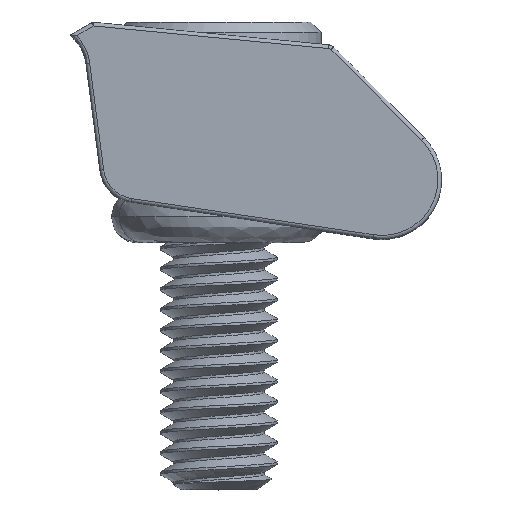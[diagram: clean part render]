
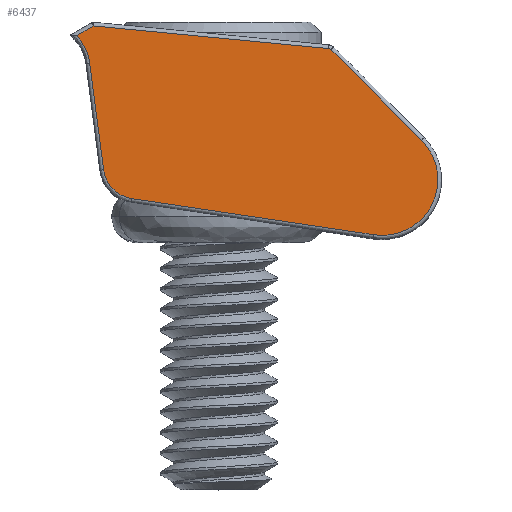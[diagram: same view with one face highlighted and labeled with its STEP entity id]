
A CAD part, top view. The second image highlights one B-rep face of the part: STEP entity #6437.
In plain terms, the highlighted planar face has unit normal (0, 0, 1).
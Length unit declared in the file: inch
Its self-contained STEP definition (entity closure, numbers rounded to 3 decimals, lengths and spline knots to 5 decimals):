
#69 = VECTOR ( 'NONE', #7693, 39.37008 ) ;
#196 = CARTESIAN_POINT ( 'NONE',  ( 0.35096, -0.03996, 0.25 ) ) ;
#340 = CARTESIAN_POINT ( 'NONE',  ( 0.40891, -0.28924, 0.25 ) ) ;
#634 = CARTESIAN_POINT ( 'NONE',  ( -0.06121, -0.21898, 0.25 ) ) ;
#816 = PLANE ( 'NONE',  #9484 ) ;
#893 = CARTESIAN_POINT ( 'NONE',  ( 0.04744, -0.22249, 0.25 ) ) ;
#960 = LINE ( 'NONE', #196, #69 ) ;
#998 = LINE ( 'NONE', #5727, #3544 ) ;
#1037 = CARTESIAN_POINT ( 'NONE',  ( 0.02425, -0.04398, 0.25 ) ) ;
#1038 = ORIENTED_EDGE ( 'NONE', *, *, #4740, .F. ) ;
#1451 = DIRECTION ( 'NONE',  ( -0.989, 0.148, 0. ) ) ;
#1583 = CARTESIAN_POINT ( 'NONE',  ( 0.08272, -0.24049, 0.25 ) ) ;
#1672 = VERTEX_POINT ( 'NONE', #340 ) ;
#1683 = DIRECTION ( 'NONE',  ( 0., 0., -1. ) ) ;
#1809 = CARTESIAN_POINT ( 'NONE',  ( 0.02607, -0.05795, 0.25 ) ) ;
#1822 = DIRECTION ( 'NONE',  ( 0.995, -0.096, 0. ) ) ;
#1891 = LINE ( 'NONE', #9733, #9656 ) ;
#2274 = LINE ( 'NONE', #634, #7801 ) ;
#2497 = VERTEX_POINT ( 'NONE', #4685 ) ;
#2721 = DIRECTION ( 'NONE',  ( -0.129, 0.992, 0. ) ) ;
#2840 = VERTEX_POINT ( 'NONE', #6260 ) ;
#2911 = CARTESIAN_POINT ( 'NONE',  ( 0.35096, -0.03996, 0.25 ) ) ;
#3245 = EDGE_CURVE ( 'NONE', #6440, #5238, #4783, .T. ) ;
#3255 = EDGE_CURVE ( 'NONE', #2840, #10156, #998, .T. ) ;
#3526 = ORIENTED_EDGE ( 'NONE', *, *, #3255, .F. ) ;
#3544 = VECTOR ( 'NONE', #1822, 39.37008 ) ;
#3575 = CARTESIAN_POINT ( 'NONE',  ( 0.34791, -0.03852, 0.25 ) ) ;
#3618 = CARTESIAN_POINT ( 'NONE',  ( 0.34791, -0.03852, 0.25 ) ) ;
#3700 = ORIENTED_EDGE ( 'NONE', *, *, #3874, .F. ) ;
#3874 = EDGE_CURVE ( 'NONE', #2497, #6223, #5120, .T. ) ;
#3907 = CARTESIAN_POINT ( 'NONE',  ( -0.03839, -0.06632, 0.25 ) ) ;
#4045 = ORIENTED_EDGE ( 'NONE', *, *, #6610, .F. ) ;
#4174 = CARTESIAN_POINT ( 'NONE',  ( 0.01814, -0.03129, 0.25 ) ) ;
#4285 = CARTESIAN_POINT ( 'NONE',  ( 0.35096, -0.03996, 0.25 ) ) ;
#4685 = CARTESIAN_POINT ( 'NONE',  ( 0.02607, -0.05795, 0.25 ) ) ;
#4725 = DIRECTION ( 'NONE',  ( -1., 0., 0. ) ) ;
#4740 = EDGE_CURVE ( 'NONE', #1672, #6440, #2274, .T. ) ;
#4783 =( BOUNDED_CURVE ( )  B_SPLINE_CURVE ( 3, ( #7116, #8046, #893, #7060 ),
 .UNSPECIFIED., .F., .F. ) 
 B_SPLINE_CURVE_WITH_KNOTS ( ( 4, 4 ),
 ( 0., 1. ),
 .UNSPECIFIED. ) 
 CURVE ( )  GEOMETRIC_REPRESENTATION_ITEM ( )  RATIONAL_B_SPLINE_CURVE ( ( 1., 0.865, 0.865, 1. ) ) 
 REPRESENTATION_ITEM ( '' )  );
#4976 = EDGE_CURVE ( 'NONE', #8082, #1672, #8213, .T. ) ;
#5066 = CARTESIAN_POINT ( 'NONE',  ( 0.34908, -0.03864, 0.25 ) ) ;
#5095 = CARTESIAN_POINT ( 'NONE',  ( 0.04475, -0.20178, 0.25 ) ) ;
#5120 =( BOUNDED_CURVE ( )  B_SPLINE_CURVE ( 3, ( #1809, #1037, #4174, #5715 ),
 .UNSPECIFIED., .F., .F. ) 
 B_SPLINE_CURVE_WITH_KNOTS ( ( 4, 4 ),
 ( 0., 1. ),
 .UNSPECIFIED. ) 
 CURVE ( )  GEOMETRIC_REPRESENTATION_ITEM ( )  RATIONAL_B_SPLINE_CURVE ( ( 1., 0.966, 0.966, 1. ) ) 
 REPRESENTATION_ITEM ( '' )  );
#5238 = VERTEX_POINT ( 'NONE', #8700 ) ;
#5715 = CARTESIAN_POINT ( 'NONE',  ( 0.00836, -0.02116, 0.25 ) ) ;
#5727 = CARTESIAN_POINT ( 'NONE',  ( 0.03111, -0.00802, 0.25 ) ) ;
#5729 = EDGE_LOOP ( 'NONE', ( #3700, #5805, #8349, #1038, #6119, #9807, #9701, #3526, #4045 ) ) ;
#5792 = DIRECTION ( 'NONE',  ( 0.866, 0.5, 0. ) ) ;
#5805 = ORIENTED_EDGE ( 'NONE', *, *, #9353, .F. ) ;
#5983 = VECTOR ( 'NONE', #2721, 39.37008 ) ;
#6119 = ORIENTED_EDGE ( 'NONE', *, *, #4976, .F. ) ;
#6185 = CARTESIAN_POINT ( 'NONE',  ( 0.47303, -0.16203, 0.25 ) ) ;
#6223 = VERTEX_POINT ( 'NONE', #8707 ) ;
#6260 = CARTESIAN_POINT ( 'NONE',  ( 0.03111, -0.00802, 0.25 ) ) ;
#6437 = ADVANCED_FACE ( 'NONE', ( #7037 ), #816, .F. ) ;
#6440 = VERTEX_POINT ( 'NONE', #1583 ) ;
#6589 = CARTESIAN_POINT ( 'NONE',  ( 0.53497, -0.22397, 0.25 ) ) ;
#6610 = EDGE_CURVE ( 'NONE', #6223, #2840, #1891, .T. ) ;
#6727 = VERTEX_POINT ( 'NONE', #2911 ) ;
#7037 = FACE_OUTER_BOUND ( 'NONE', #5729, .T. ) ;
#7060 = CARTESIAN_POINT ( 'NONE',  ( 0.04475, -0.20178, 0.25 ) ) ;
#7116 = CARTESIAN_POINT ( 'NONE',  ( 0.08272, -0.24049, 0.25 ) ) ;
#7371 = CARTESIAN_POINT ( 'NONE',  ( 0.47303, -0.16203, 0.25 ) ) ;
#7693 = DIRECTION ( 'NONE',  ( 0.707, -0.707, 0. ) ) ;
#7801 = VECTOR ( 'NONE', #1451, 39.37008 ) ;
#8046 = CARTESIAN_POINT ( 'NONE',  ( 0.06207, -0.2374, 0.25 ) ) ;
#8082 = VERTEX_POINT ( 'NONE', #6185 ) ;
#8205 = CARTESIAN_POINT ( 'NONE',  ( 0.35014, -0.03914, 0.25 ) ) ;
#8211 =( BOUNDED_CURVE ( )  B_SPLINE_CURVE ( 3, ( #3618, #5066, #8205, #4285 ),
 .UNSPECIFIED., .F., .F. ) 
 B_SPLINE_CURVE_WITH_KNOTS ( ( 4, 4 ),
 ( 0., 1. ),
 .UNSPECIFIED. ) 
 CURVE ( )  GEOMETRIC_REPRESENTATION_ITEM ( )  RATIONAL_B_SPLINE_CURVE ( ( 1., 0.961, 0.961, 1. ) ) 
 REPRESENTATION_ITEM ( '' )  );
#8213 =( BOUNDED_CURVE ( )  B_SPLINE_CURVE ( 3, ( #7371, #6589, #9752, #8977 ),
 .UNSPECIFIED., .F., .F. ) 
 B_SPLINE_CURVE_WITH_KNOTS ( ( 4, 4 ),
 ( 0., 1. ),
 .UNSPECIFIED. ) 
 CURVE ( )  GEOMETRIC_REPRESENTATION_ITEM ( )  RATIONAL_B_SPLINE_CURVE ( ( 1., 0.542, 0.542, 1. ) ) 
 REPRESENTATION_ITEM ( '' )  );
#8282 = LINE ( 'NONE', #5095, #5983 ) ;
#8349 = ORIENTED_EDGE ( 'NONE', *, *, #3245, .F. ) ;
#8392 = EDGE_CURVE ( 'NONE', #10156, #6727, #8211, .T. ) ;
#8700 = CARTESIAN_POINT ( 'NONE',  ( 0.04475, -0.20178, 0.25 ) ) ;
#8707 = CARTESIAN_POINT ( 'NONE',  ( 0.00836, -0.02116, 0.25 ) ) ;
#8838 = EDGE_CURVE ( 'NONE', #6727, #8082, #960, .T. ) ;
#8977 = CARTESIAN_POINT ( 'NONE',  ( 0.40891, -0.28924, 0.25 ) ) ;
#9353 = EDGE_CURVE ( 'NONE', #5238, #2497, #8282, .T. ) ;
#9484 = AXIS2_PLACEMENT_3D ( 'NONE', #3907, #1683, #4725 ) ;
#9656 = VECTOR ( 'NONE', #5792, 39.37008 ) ;
#9701 = ORIENTED_EDGE ( 'NONE', *, *, #8392, .F. ) ;
#9733 = CARTESIAN_POINT ( 'NONE',  ( 0.00836, -0.02116, 0.25 ) ) ;
#9752 = CARTESIAN_POINT ( 'NONE',  ( 0.49555, -0.30219, 0.25 ) ) ;
#9807 = ORIENTED_EDGE ( 'NONE', *, *, #8838, .F. ) ;
#10156 = VERTEX_POINT ( 'NONE', #3575 ) ;
